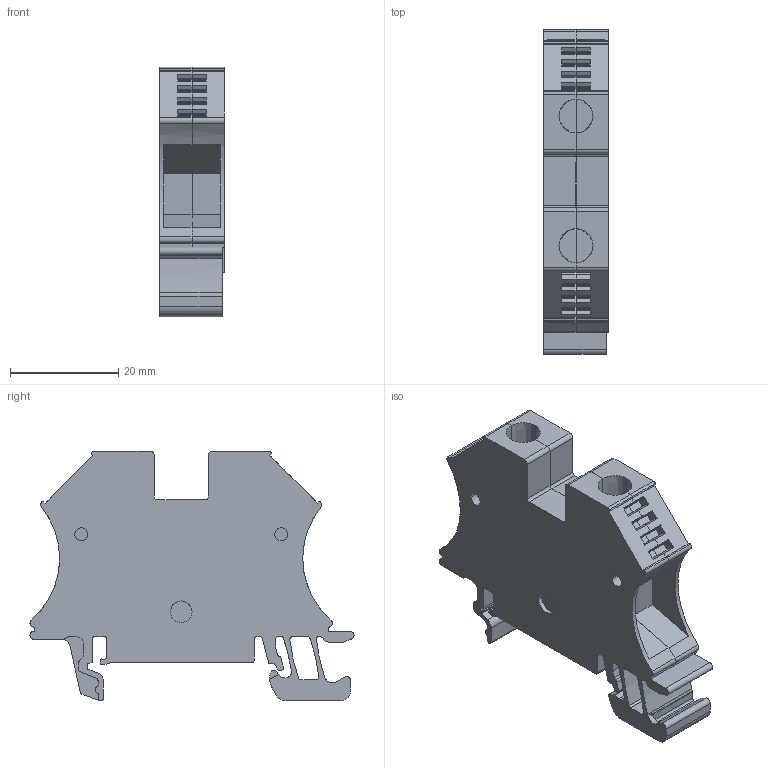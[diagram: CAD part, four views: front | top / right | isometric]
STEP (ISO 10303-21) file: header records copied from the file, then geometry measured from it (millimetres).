
FILE_DESCRIPTION(('CATIA V5 STEP Exchange','CAx-IF Rec.Pracs.--- Model Styling and Organization---1.5--- 2016-08-15','CAx-IF Rec.Pracs.---Supplemental Geometry---1.0---2011-11-01','CAx-IF Rec.Pracs.--- Composite Materials ---1.1---2010-07-15'),'2;1');
FILE_NAME ('D1461270_0', '2025-09-22T05:12:35+00:00', ('none'), ('Weidmueller'), 'CATIA Version 5-6 Release 2024 SP4', 'CATIA V5 STEP AP214 v3', 'none');
FILE_SCHEMA(('AUTOMOTIVE_DESIGN { 1 0 10303 214 1 1 1 1 }'));
Length unit declared in the file: millimetre
Products named in the file (1): 2000050000_WDU_16N_GE-SW
Bounding box: 12 x 60 x 46.25 mm (x, y, z)
Volume: 18343.5 mm3; surface area: 11746.8 mm2
Topology: 2 solids, 3 shells, 460 faces, 1369 edges, 920 vertices
Faces by surface type: plane 325, cylinder 127, extrusion 8
Entity records: 15255 total; most frequent: CARTESIAN_POINT 3308, ORIENTED_EDGE 2738, DIRECTION 2050, EDGE_CURVE 1369, VECTOR 1092, LINE 1084, VERTEX_POINT 920, AXIS2_PLACEMENT_3D 590
